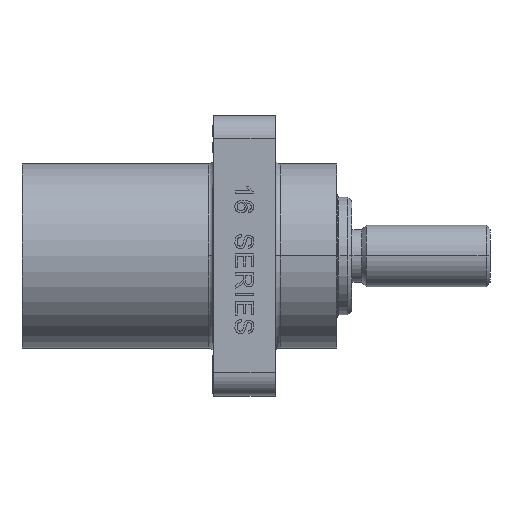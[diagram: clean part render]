
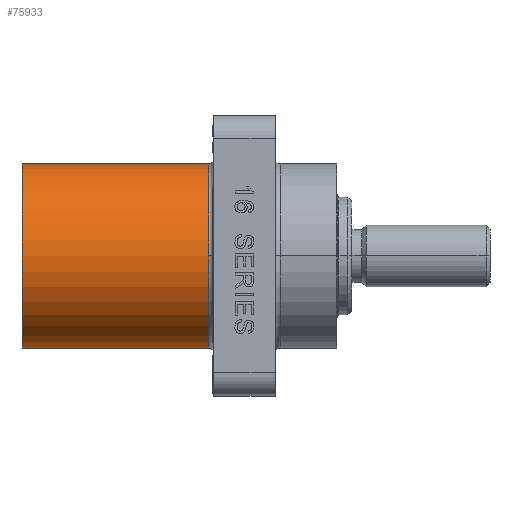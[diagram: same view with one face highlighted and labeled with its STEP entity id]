
A CAD part, top view. The second image highlights one B-rep face of the part: STEP entity #75933.
In plain terms, the highlighted cylindrical face has radius 19.05 mm (diameter 38.1 mm), a partial arc.
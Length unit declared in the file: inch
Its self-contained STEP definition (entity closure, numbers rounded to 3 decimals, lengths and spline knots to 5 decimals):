
#1008 = CYLINDRICAL_SURFACE ( 'NONE', #52180, 0.75 ) ;
#4866 = CARTESIAN_POINT ( 'NONE',  ( -0.60337, 0.19415, -0.18197 ) ) ;
#5370 = EDGE_CURVE ( 'NONE', #48402, #80397, #60545, .T. ) ;
#5745 = CARTESIAN_POINT ( 'NONE',  ( -2.12337, -0.55585, -0.18197 ) ) ;
#6265 = DIRECTION ( 'NONE',  ( -1., 0., 0. ) ) ;
#6402 = VERTEX_POINT ( 'NONE', #102243 ) ;
#6660 = ORIENTED_EDGE ( 'NONE', *, *, #43343, .F. ) ;
#7064 = ORIENTED_EDGE ( 'NONE', *, *, #39029, .T. ) ;
#7427 = EDGE_CURVE ( 'NONE', #110705, #6402, #68676, .T. ) ;
#11180 = AXIS2_PLACEMENT_3D ( 'NONE', #77435, #112979, #78558 ) ;
#12615 = EDGE_CURVE ( 'NONE', #104702, #6402, #109876, .T. ) ;
#20920 = ORIENTED_EDGE ( 'NONE', *, *, #7427, .T. ) ;
#24283 = DIRECTION ( 'NONE',  ( -1., 0., 0. ) ) ;
#25022 = CARTESIAN_POINT ( 'NONE',  ( -0.60337, -0.55585, -0.18197 ) ) ;
#25110 = ORIENTED_EDGE ( 'NONE', *, *, #5370, .T. ) ;
#28454 = DIRECTION ( 'NONE',  ( 0., -1., 0. ) ) ;
#30411 = DIRECTION ( 'NONE',  ( -1., 0., 0. ) ) ;
#36409 = AXIS2_PLACEMENT_3D ( 'NONE', #105863, #24283, #43524 ) ;
#39029 = EDGE_CURVE ( 'NONE', #80397, #110705, #51678, .T. ) ;
#39145 = LINE ( 'NONE', #110230, #55504 ) ;
#43343 = EDGE_CURVE ( 'NONE', #48402, #104702, #39145, .T. ) ;
#43524 = DIRECTION ( 'NONE',  ( 0., 0., -1. ) ) ;
#48342 = CARTESIAN_POINT ( 'NONE',  ( -0.60337, 0.94415, -0.18197 ) ) ;
#48402 = VERTEX_POINT ( 'NONE', #25022 ) ;
#50622 = CARTESIAN_POINT ( 'NONE',  ( -2.12337, 0.94415, -0.18197 ) ) ;
#51678 = CIRCLE ( 'NONE', #94420, 0.75 ) ;
#52180 = AXIS2_PLACEMENT_3D ( 'NONE', #55280, #71607, #28454 ) ;
#55280 = CARTESIAN_POINT ( 'NONE',  ( -2.12337, 0.19415, -0.18197 ) ) ;
#55504 = VECTOR ( 'NONE', #30411, 39.37008 ) ;
#57056 = VECTOR ( 'NONE', #6265, 39.37008 ) ;
#60545 = CIRCLE ( 'NONE', #36409, 0.75 ) ;
#68676 = LINE ( 'NONE', #50622, #57056 ) ;
#71014 = FACE_OUTER_BOUND ( 'NONE', #104202, .T. ) ;
#71607 = DIRECTION ( 'NONE',  ( -1., 0., 0. ) ) ;
#75933 = ADVANCED_FACE ( 'NONE', ( #71014 ), #1008, .T. ) ;
#77178 = DIRECTION ( 'NONE',  ( -1., 0., 0. ) ) ;
#77435 = CARTESIAN_POINT ( 'NONE',  ( -2.12337, 0.19415, -0.18197 ) ) ;
#78558 = DIRECTION ( 'NONE',  ( 0., -1., 0. ) ) ;
#80397 = VERTEX_POINT ( 'NONE', #103065 ) ;
#86880 = ORIENTED_EDGE ( 'NONE', *, *, #12615, .F. ) ;
#94420 = AXIS2_PLACEMENT_3D ( 'NONE', #4866, #77178, #94641 ) ;
#94641 = DIRECTION ( 'NONE',  ( 0., 0., -1. ) ) ;
#102243 = CARTESIAN_POINT ( 'NONE',  ( -2.12337, 0.94415, -0.18197 ) ) ;
#103065 = CARTESIAN_POINT ( 'NONE',  ( -0.60337, 0.19415, 0.56803 ) ) ;
#104202 = EDGE_LOOP ( 'NONE', ( #25110, #7064, #20920, #86880, #6660 ) ) ;
#104702 = VERTEX_POINT ( 'NONE', #5745 ) ;
#105863 = CARTESIAN_POINT ( 'NONE',  ( -0.60337, 0.19415, -0.18197 ) ) ;
#109876 = CIRCLE ( 'NONE', #11180, 0.75 ) ;
#110230 = CARTESIAN_POINT ( 'NONE',  ( -2.12337, -0.55585, -0.18197 ) ) ;
#110705 = VERTEX_POINT ( 'NONE', #48342 ) ;
#112979 = DIRECTION ( 'NONE',  ( -1., 0., 0. ) ) ;
